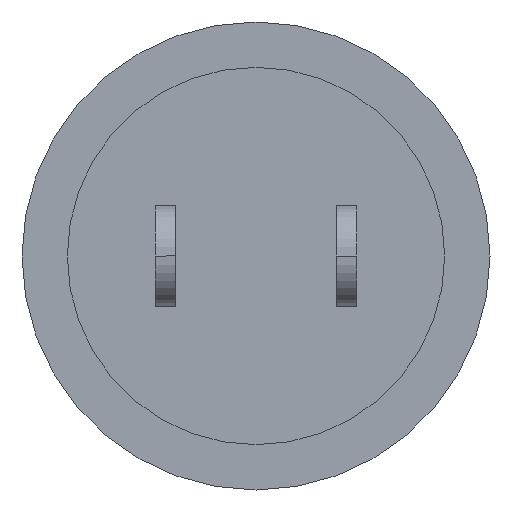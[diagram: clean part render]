
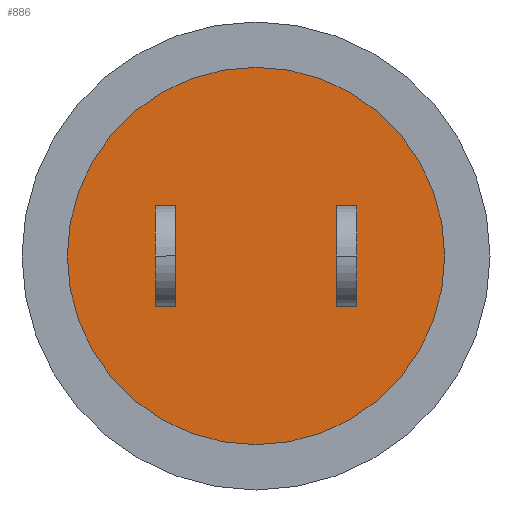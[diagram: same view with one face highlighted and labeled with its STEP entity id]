
A CAD part, front view. The second image highlights one B-rep face of the part: STEP entity #886.
In plain terms, the highlighted planar face has unit normal (0, -1, 0).
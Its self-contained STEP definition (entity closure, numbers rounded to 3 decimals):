
#24 = VERTEX_POINT ( 'NONE', #590 ) ;
#28 = VECTOR ( 'NONE', #844, 1000. ) ;
#42 = VERTEX_POINT ( 'NONE', #502 ) ;
#51 = CARTESIAN_POINT ( 'NONE',  ( -1.6, -8.6, -1. ) ) ;
#60 = VERTEX_POINT ( 'NONE', #601 ) ;
#70 = LINE ( 'NONE', #854, #931 ) ;
#88 = DIRECTION ( 'NONE',  ( 0., 0., -1. ) ) ;
#96 = DIRECTION ( 'NONE',  ( 0., -1., 0. ) ) ;
#109 = DIRECTION ( 'NONE',  ( 1., 0., 0. ) ) ;
#134 = CARTESIAN_POINT ( 'NONE',  ( -2., -8.6, -1. ) ) ;
#151 = CARTESIAN_POINT ( 'NONE',  ( -1.6, -8.6, 1. ) ) ;
#153 = EDGE_LOOP ( 'NONE', ( #1113, #609, #539, #747 ) ) ;
#174 = EDGE_CURVE ( 'NONE', #1016, #60, #653, .T. ) ;
#203 = CARTESIAN_POINT ( 'NONE',  ( -2., -8.6, -1. ) ) ;
#213 = EDGE_LOOP ( 'NONE', ( #1110, #827 ) ) ;
#227 = CARTESIAN_POINT ( 'NONE',  ( 2., -8.6, -1. ) ) ;
#249 = DIRECTION ( 'NONE',  ( 0., 0., 1. ) ) ;
#303 = VERTEX_POINT ( 'NONE', #1122 ) ;
#319 = DIRECTION ( 'NONE',  ( 0., -1., 0. ) ) ;
#331 = LINE ( 'NONE', #134, #608 ) ;
#342 = LINE ( 'NONE', #1037, #28 ) ;
#346 = AXIS2_PLACEMENT_3D ( 'NONE', #1090, #815, #88 ) ;
#356 = AXIS2_PLACEMENT_3D ( 'NONE', #655, #319, #1101 ) ;
#360 = PLANE ( 'NONE',  #356 ) ;
#361 = ORIENTED_EDGE ( 'NONE', *, *, #531, .F. ) ;
#375 = CARTESIAN_POINT ( 'NONE',  ( 0., -8.6, 0. ) ) ;
#402 = VERTEX_POINT ( 'NONE', #763 ) ;
#414 = VERTEX_POINT ( 'NONE', #51 ) ;
#447 = FACE_BOUND ( 'NONE', #153, .T. ) ;
#456 = CIRCLE ( 'NONE', #1099, 3.75 ) ;
#471 = EDGE_CURVE ( 'NONE', #824, #303, #659, .T. ) ;
#497 = LINE ( 'NONE', #749, #623 ) ;
#501 = DIRECTION ( 'NONE',  ( 1., 0., 0. ) ) ;
#502 = CARTESIAN_POINT ( 'NONE',  ( 1.6, -8.6, -1. ) ) ;
#531 = EDGE_CURVE ( 'NONE', #414, #1016, #70, .T. ) ;
#539 = ORIENTED_EDGE ( 'NONE', *, *, #688, .F. ) ;
#543 = EDGE_LOOP ( 'NONE', ( #930, #751, #1024, #361 ) ) ;
#562 = CARTESIAN_POINT ( 'NONE',  ( 1.6, -8.6, -1. ) ) ;
#566 = CARTESIAN_POINT ( 'NONE',  ( -2., -8.6, 1. ) ) ;
#580 = VERTEX_POINT ( 'NONE', #637 ) ;
#583 = DIRECTION ( 'NONE',  ( 0., 0., 1. ) ) ;
#584 = DIRECTION ( 'NONE',  ( 0., 0., -1. ) ) ;
#590 = CARTESIAN_POINT ( 'NONE',  ( 0., -8.6, -3.75 ) ) ;
#601 = CARTESIAN_POINT ( 'NONE',  ( -2., -8.6, 1. ) ) ;
#608 = VECTOR ( 'NONE', #501, 1000. ) ;
#609 = ORIENTED_EDGE ( 'NONE', *, *, #471, .F. ) ;
#612 = FACE_OUTER_BOUND ( 'NONE', #213, .T. ) ;
#623 = VECTOR ( 'NONE', #1107, 1000. ) ;
#630 = EDGE_CURVE ( 'NONE', #24, #402, #832, .T. ) ;
#637 = CARTESIAN_POINT ( 'NONE',  ( 1.6, -8.6, 1. ) ) ;
#653 = LINE ( 'NONE', #566, #1065 ) ;
#655 = CARTESIAN_POINT ( 'NONE',  ( 0., -8.6, 0. ) ) ;
#659 = LINE ( 'NONE', #227, #774 ) ;
#688 = EDGE_CURVE ( 'NONE', #42, #824, #734, .T. ) ;
#707 = EDGE_CURVE ( 'NONE', #402, #24, #456, .T. ) ;
#721 = DIRECTION ( 'NONE',  ( 0., 0., -1. ) ) ;
#734 = LINE ( 'NONE', #902, #796 ) ;
#747 = ORIENTED_EDGE ( 'NONE', *, *, #914, .F. ) ;
#749 = CARTESIAN_POINT ( 'NONE',  ( 2., -8.6, 1. ) ) ;
#751 = ORIENTED_EDGE ( 'NONE', *, *, #1051, .F. ) ;
#763 = CARTESIAN_POINT ( 'NONE',  ( 0., -8.6, 3.75 ) ) ;
#774 = VECTOR ( 'NONE', #583, 1000. ) ;
#796 = VECTOR ( 'NONE', #109, 1000. ) ;
#815 = DIRECTION ( 'NONE',  ( 0., -1., 0. ) ) ;
#824 = VERTEX_POINT ( 'NONE', #973 ) ;
#827 = ORIENTED_EDGE ( 'NONE', *, *, #630, .T. ) ;
#832 = CIRCLE ( 'NONE', #346, 3.75 ) ;
#844 = DIRECTION ( 'NONE',  ( 0., 0., -1. ) ) ;
#854 = CARTESIAN_POINT ( 'NONE',  ( -1.6, -8.6, -1. ) ) ;
#886 = ADVANCED_FACE ( 'NONE', ( #612, #447, #1073 ), #360, .T. ) ;
#901 = VERTEX_POINT ( 'NONE', #203 ) ;
#902 = CARTESIAN_POINT ( 'NONE',  ( 2., -8.6, -1. ) ) ;
#914 = EDGE_CURVE ( 'NONE', #580, #42, #1014, .T. ) ;
#930 = ORIENTED_EDGE ( 'NONE', *, *, #1114, .F. ) ;
#931 = VECTOR ( 'NONE', #249, 1000. ) ;
#959 = VECTOR ( 'NONE', #584, 1000. ) ;
#973 = CARTESIAN_POINT ( 'NONE',  ( 2., -8.6, -1. ) ) ;
#994 = DIRECTION ( 'NONE',  ( -1., 0., 0. ) ) ;
#998 = EDGE_CURVE ( 'NONE', #303, #580, #497, .T. ) ;
#1014 = LINE ( 'NONE', #562, #959 ) ;
#1016 = VERTEX_POINT ( 'NONE', #151 ) ;
#1024 = ORIENTED_EDGE ( 'NONE', *, *, #174, .F. ) ;
#1037 = CARTESIAN_POINT ( 'NONE',  ( -2., -8.6, -1. ) ) ;
#1051 = EDGE_CURVE ( 'NONE', #60, #901, #342, .T. ) ;
#1065 = VECTOR ( 'NONE', #994, 1000. ) ;
#1073 = FACE_BOUND ( 'NONE', #543, .T. ) ;
#1090 = CARTESIAN_POINT ( 'NONE',  ( 0., -8.6, 0. ) ) ;
#1099 = AXIS2_PLACEMENT_3D ( 'NONE', #375, #96, #721 ) ;
#1101 = DIRECTION ( 'NONE',  ( 0., 0., -1. ) ) ;
#1107 = DIRECTION ( 'NONE',  ( -1., 0., 0. ) ) ;
#1110 = ORIENTED_EDGE ( 'NONE', *, *, #707, .T. ) ;
#1113 = ORIENTED_EDGE ( 'NONE', *, *, #998, .F. ) ;
#1114 = EDGE_CURVE ( 'NONE', #901, #414, #331, .T. ) ;
#1122 = CARTESIAN_POINT ( 'NONE',  ( 2., -8.6, 1. ) ) ;
